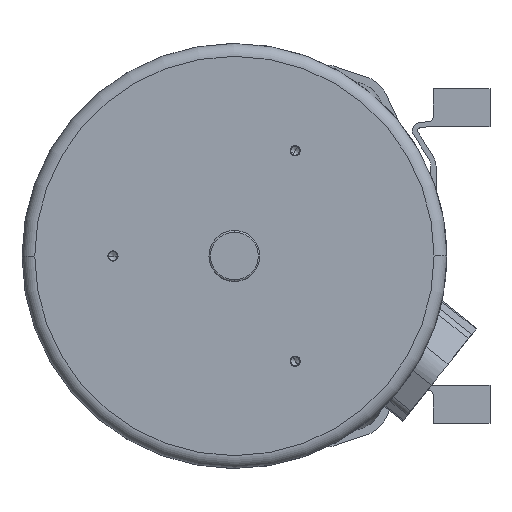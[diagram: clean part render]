
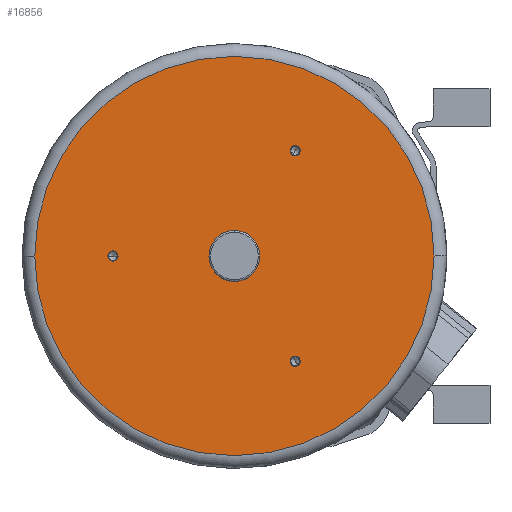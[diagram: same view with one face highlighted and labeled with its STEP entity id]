
A CAD part, left-side view. The second image highlights one B-rep face of the part: STEP entity #16856.
In plain terms, the highlighted planar face has unit normal (-1, 0, 0).
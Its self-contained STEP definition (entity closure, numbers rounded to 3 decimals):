
#315=CARTESIAN_POINT('',(-253.,143.,0.));
#316=DIRECTION('',(-1.,0.,0.));
#317=DIRECTION('',(0.,1.,0.));
#318=AXIS2_PLACEMENT_3D('',#315,#316,#317);
#320=CARTESIAN_POINT('',(-253.,143.,0.));
#321=DIRECTION('',(-1.,0.,0.));
#322=DIRECTION('',(0.,-1.,0.));
#323=AXIS2_PLACEMENT_3D('',#320,#321,#322);
#325=CARTESIAN_POINT('',(-253.,-71.5,123.842));
#326=DIRECTION('',(-1.,0.,0.));
#327=DIRECTION('',(0.,-0.5,0.866));
#328=AXIS2_PLACEMENT_3D('',#325,#326,#327);
#330=CARTESIAN_POINT('',(-253.,-71.5,123.842));
#331=DIRECTION('',(-1.,0.,0.));
#332=DIRECTION('',(0.,0.5,-0.866));
#333=AXIS2_PLACEMENT_3D('',#330,#331,#332);
#335=CARTESIAN_POINT('',(-253.,-71.5,-123.842));
#336=DIRECTION('',(-1.,0.,0.));
#337=DIRECTION('',(0.,-0.5,-0.866));
#338=AXIS2_PLACEMENT_3D('',#335,#336,#337);
#340=CARTESIAN_POINT('',(-253.,-71.5,-123.842));
#341=DIRECTION('',(-1.,0.,0.));
#342=DIRECTION('',(0.,0.5,0.866));
#343=AXIS2_PLACEMENT_3D('',#340,#341,#342);
#345=CARTESIAN_POINT('',(-253.,0.,0.));
#346=DIRECTION('',(-1.,0.,0.));
#347=DIRECTION('',(0.,0.,1.));
#348=AXIS2_PLACEMENT_3D('',#345,#346,#347);
#350=CARTESIAN_POINT('',(-253.,0.,0.));
#351=DIRECTION('',(-1.,0.,0.));
#352=DIRECTION('',(0.,0.,-1.));
#353=AXIS2_PLACEMENT_3D('',#350,#351,#352);
#355=CARTESIAN_POINT('',(-253.,0.,0.));
#356=DIRECTION('',(-1.,0.,0.));
#357=DIRECTION('',(0.,-1.,0.));
#358=AXIS2_PLACEMENT_3D('',#355,#356,#357);
#360=CARTESIAN_POINT('',(-253.,0.,0.));
#361=DIRECTION('',(-1.,0.,0.));
#362=DIRECTION('',(0.,1.,0.));
#363=AXIS2_PLACEMENT_3D('',#360,#361,#362);
#13919=CARTESIAN_POINT('',(-253.,148.1,0.));
#13920=CARTESIAN_POINT('',(-253.,137.9,0.));
#13921=VERTEX_POINT('',#13919);
#13922=VERTEX_POINT('',#13920);
#13929=CARTESIAN_POINT('',(-253.,-74.05,128.258));
#13930=CARTESIAN_POINT('',(-253.,-68.95,119.425));
#13931=VERTEX_POINT('',#13929);
#13932=VERTEX_POINT('',#13930);
#13939=CARTESIAN_POINT('',(-253.,-74.05,-128.258));
#13940=CARTESIAN_POINT('',(-253.,-68.95,-119.425));
#13941=VERTEX_POINT('',#13939);
#13942=VERTEX_POINT('',#13940);
#13961=CARTESIAN_POINT('',(-253.,0.,30.));
#13962=CARTESIAN_POINT('',(-253.,0.,-30.));
#13963=VERTEX_POINT('',#13961);
#13964=VERTEX_POINT('',#13962);
#16107=CARTESIAN_POINT('',(-253.,-235.,0.));
#16108=CARTESIAN_POINT('',(-253.,235.,0.));
#16109=VERTEX_POINT('',#16107);
#16110=VERTEX_POINT('',#16108);
#16821=CARTESIAN_POINT('',(-253.,0.,0.));
#16822=DIRECTION('',(1.,0.,0.));
#16823=DIRECTION('',(0.,-1.,0.));
#16824=AXIS2_PLACEMENT_3D('',#16821,#16822,#16823);
#16825=PLANE('',#16824);
#16827=ORIENTED_EDGE('',*,*,#16826,.F.);
#16829=ORIENTED_EDGE('',*,*,#16828,.F.);
#16830=EDGE_LOOP('',(#16827,#16829));
#16831=FACE_OUTER_BOUND('',#16830,.F.);
#16833=ORIENTED_EDGE('',*,*,#16832,.T.);
#16835=ORIENTED_EDGE('',*,*,#16834,.T.);
#16836=EDGE_LOOP('',(#16833,#16835));
#16837=FACE_BOUND('',#16836,.F.);
#16839=ORIENTED_EDGE('',*,*,#16838,.T.);
#16841=ORIENTED_EDGE('',*,*,#16840,.T.);
#16842=EDGE_LOOP('',(#16839,#16841));
#16843=FACE_BOUND('',#16842,.F.);
#16845=ORIENTED_EDGE('',*,*,#16844,.T.);
#16847=ORIENTED_EDGE('',*,*,#16846,.T.);
#16848=EDGE_LOOP('',(#16845,#16847));
#16849=FACE_BOUND('',#16848,.F.);
#16851=ORIENTED_EDGE('',*,*,#16850,.T.);
#16853=ORIENTED_EDGE('',*,*,#16852,.T.);
#16854=EDGE_LOOP('',(#16851,#16853));
#16855=FACE_BOUND('',#16854,.F.);
#16856=ADVANCED_FACE('',(#16831,#16837,#16843,#16849,#16855),#16825,.F.);
#319=CIRCLE('',#318,5.1);
#324=CIRCLE('',#323,5.1);
#329=CIRCLE('',#328,5.1);
#334=CIRCLE('',#333,5.1);
#339=CIRCLE('',#338,5.1);
#344=CIRCLE('',#343,5.1);
#349=CIRCLE('',#348,30.);
#354=CIRCLE('',#353,30.);
#359=CIRCLE('',#358,235.);
#364=CIRCLE('',#363,235.);
#16826=EDGE_CURVE('',#16109,#16110,#359,.T.);
#16828=EDGE_CURVE('',#16110,#16109,#364,.T.);
#16832=EDGE_CURVE('',#13921,#13922,#319,.T.);
#16834=EDGE_CURVE('',#13922,#13921,#324,.T.);
#16838=EDGE_CURVE('',#13931,#13932,#329,.T.);
#16840=EDGE_CURVE('',#13932,#13931,#334,.T.);
#16844=EDGE_CURVE('',#13941,#13942,#339,.T.);
#16846=EDGE_CURVE('',#13942,#13941,#344,.T.);
#16850=EDGE_CURVE('',#13963,#13964,#349,.T.);
#16852=EDGE_CURVE('',#13964,#13963,#354,.T.);
